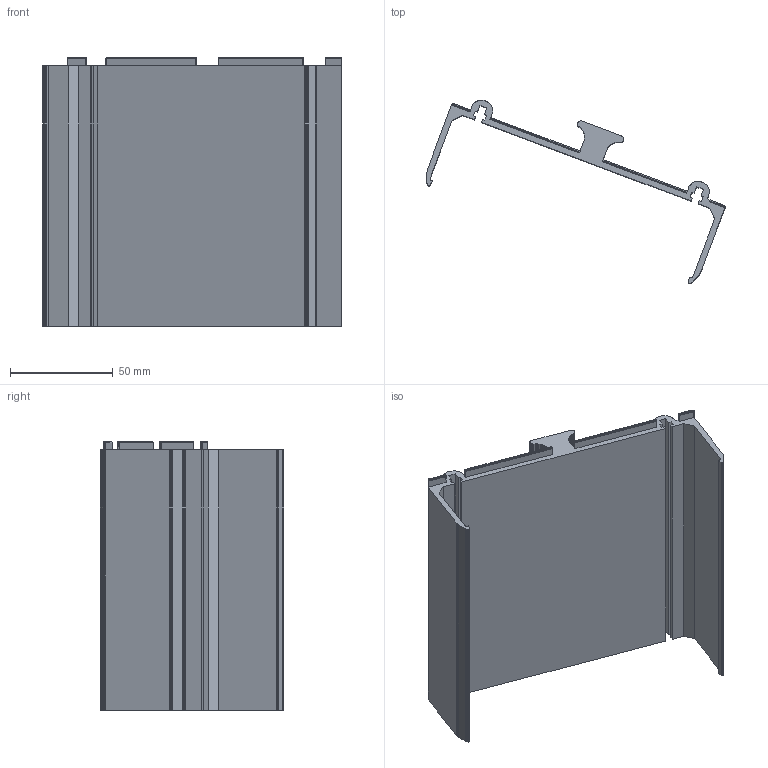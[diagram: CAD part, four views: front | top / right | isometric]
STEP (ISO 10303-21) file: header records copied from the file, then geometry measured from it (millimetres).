
FILE_DESCRIPTION(/* description */ (''),/* implementation_level */ '2;1');
FILE_NAME(/* name */ 'SP1Cap25.step',/* time_stamp */ '2023-07-26T22:56:57+01:00',/* author */ (''),/* organization */ (''),/* preprocessor_version */ 'ST-DEVELOPER v19.2',/* originating_system */ 'Autodesk Translation Framework v12.6.0.85',/* authorisation */ '');
FILE_SCHEMA (('AUTOMOTIVE_DESIGN { 1 0 10303 214 3 1 1 }'));
Length unit declared in the file: millimetre
Products named in the file (1): SP1Cap25
Bounding box: 145.51 x 89.41 x 131 mm (x, y, z)
Volume: 130732.5 mm3; surface area: 71480.4 mm2
Topology: 1 solids, 1 shells, 1406 faces, 2635 edges, 1231 vertices
Faces by surface type: plane 1406
Entity records: 32196 total; most frequent: DIRECTION 5449, CARTESIAN_POINT 5273, ORIENTED_EDGE 5270, LINE 2635, VECTOR 2635, EDGE_CURVE 2635, AXIS2_PLACEMENT_3D 1407, FACE_OUTER_BOUND 1406
